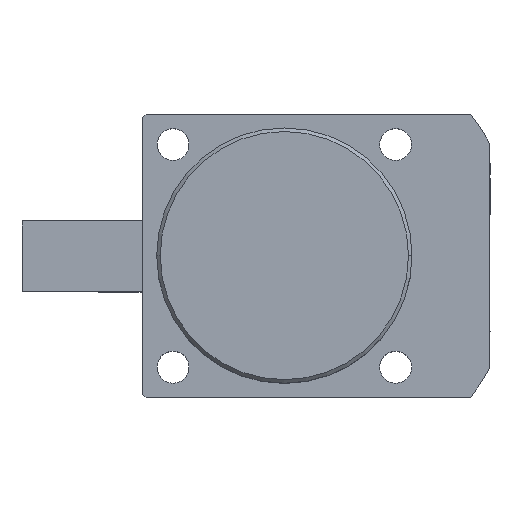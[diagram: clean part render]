
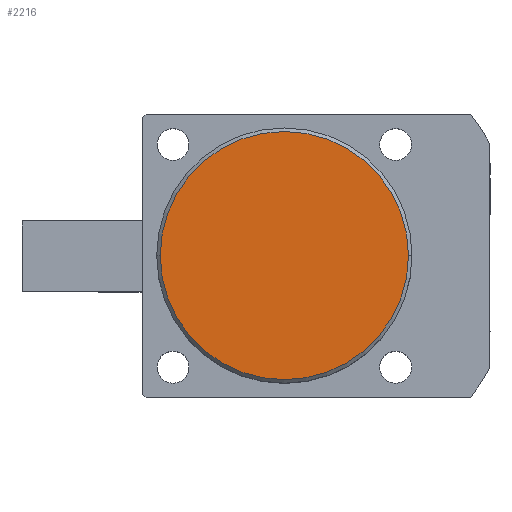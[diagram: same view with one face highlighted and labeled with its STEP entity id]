
A CAD part, top view. The second image highlights one B-rep face of the part: STEP entity #2216.
In plain terms, the highlighted planar face has unit normal (0, 0, 1).
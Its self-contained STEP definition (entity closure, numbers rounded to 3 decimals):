
#1296 = AXIS2_PLACEMENT_3D ( 'NONE', #5618, #5623, #5624 ) ;
#1789 = CARTESIAN_POINT ( 'NONE',  ( -17.5, 0., 48. ) ) ;
#2216 = ADVANCED_FACE ( 'NONE', ( #6320 ), #5622, .T. ) ;
#2419 = VERTEX_POINT ( 'NONE', #1789 ) ;
#2524 = VERTEX_POINT ( 'NONE', #3303 ) ;
#3303 = CARTESIAN_POINT ( 'NONE',  ( 17.5, 0., 48. ) ) ;
#3652 = CARTESIAN_POINT ( 'NONE',  ( 0., 0., 48. ) ) ;
#3653 = DIRECTION ( 'NONE',  ( 0., 0., 1. ) ) ;
#3654 = DIRECTION ( 'NONE',  ( 1., 0., 0. ) ) ;
#3871 = CARTESIAN_POINT ( 'NONE',  ( 0., 0., 48. ) ) ;
#3872 = DIRECTION ( 'NONE',  ( 0., 0., 1. ) ) ;
#3873 = DIRECTION ( 'NONE',  ( 1., 0., 0. ) ) ;
#4215 = AXIS2_PLACEMENT_3D ( 'NONE', #3871, #3872, #3873 ) ;
#4325 = AXIS2_PLACEMENT_3D ( 'NONE', #3652, #3653, #3654 ) ;
#4948 = ORIENTED_EDGE ( 'NONE', *, *, #7916, .T. ) ;
#5006 = EDGE_LOOP ( 'NONE', ( #5049, #4948 ) ) ;
#5049 = ORIENTED_EDGE ( 'NONE', *, *, #8078, .T. ) ;
#5618 = CARTESIAN_POINT ( 'NONE',  ( 0., 0., 48. ) ) ;
#5622 = PLANE ( 'NONE',  #1296 ) ;
#5623 = DIRECTION ( 'NONE',  ( 0., 0., 1. ) ) ;
#5624 = DIRECTION ( 'NONE',  ( 1., 0., 0. ) ) ;
#6320 = FACE_OUTER_BOUND ( 'NONE', #5006, .T. ) ;
#6815 = CIRCLE ( 'NONE', #4325, 17.5 ) ;
#7225 = CIRCLE ( 'NONE', #4215, 17.5 ) ;
#7916 = EDGE_CURVE ( 'NONE', #2524, #2419, #7225, .T. ) ;
#8078 = EDGE_CURVE ( 'NONE', #2419, #2524, #6815, .T. ) ;
